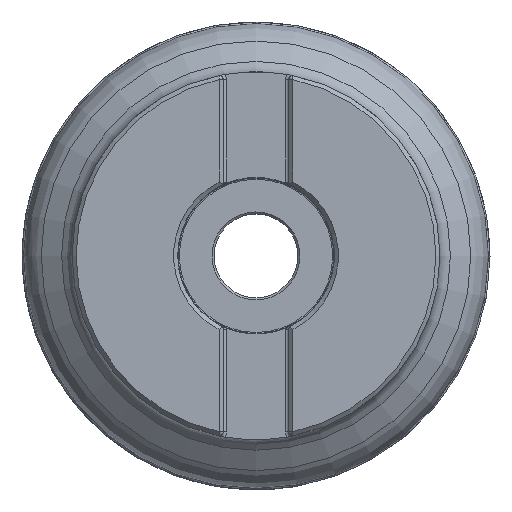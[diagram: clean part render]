
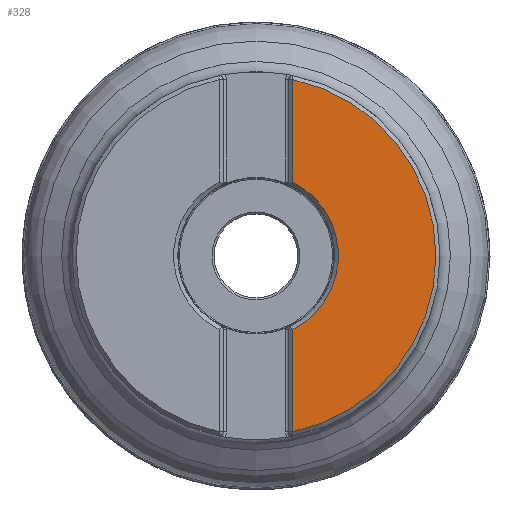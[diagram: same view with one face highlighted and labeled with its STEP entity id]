
A CAD part, top view. The second image highlights one B-rep face of the part: STEP entity #328.
In plain terms, the highlighted planar face has unit normal (0, 0, 1).
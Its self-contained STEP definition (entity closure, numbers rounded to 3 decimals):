
#216=FACE_OUTER_BOUND('',#665,.T.);
#282=PLANE('',#1722);
#328=ADVANCED_FACE('',(#216),#282,.T.);
#441=LINE('',#2419,#495);
#442=LINE('',#2424,#496);
#495=VECTOR('',#1974,1.);
#496=VECTOR('',#1977,1.);
#665=EDGE_LOOP('',(#805,#806,#807,#808));
#805=ORIENTED_EDGE('',*,*,#1249,.F.);
#806=ORIENTED_EDGE('',*,*,#1250,.T.);
#807=ORIENTED_EDGE('',*,*,#1251,.F.);
#808=ORIENTED_EDGE('',*,*,#1252,.T.);
#1129=VERTEX_POINT('',#2420);
#1130=VERTEX_POINT('',#2421);
#1131=VERTEX_POINT('',#2423);
#1132=VERTEX_POINT('',#2425);
#1249=EDGE_CURVE('',#1129,#1130,#441,.T.);
#1250=EDGE_CURVE('',#1129,#1131,#1419,.T.);
#1251=EDGE_CURVE('',#1132,#1131,#442,.T.);
#1252=EDGE_CURVE('',#1132,#1130,#1420,.T.);
#1419=CIRCLE('',#1720,44.);
#1420=CIRCLE('',#1721,20.149);
#1720=AXIS2_PLACEMENT_3D('',#2422,#1975,#1976);
#1721=AXIS2_PLACEMENT_3D('',#2426,#1978,#1979);
#1722=AXIS2_PLACEMENT_3D('',#2427,#1980,#1981);
#1974=DIRECTION('',(0.,1.,0.));
#1975=DIRECTION('',(0.,0.,1.));
#1976=DIRECTION('',(1.,0.,0.));
#1977=DIRECTION('',(0.,1.,0.));
#1978=DIRECTION('',(0.,0.,-1.));
#1979=DIRECTION('',(-1.,0.,0.));
#1980=DIRECTION('',(0.,0.,1.));
#1981=DIRECTION('',(1.,0.,0.));
#2419=CARTESIAN_POINT('',(9.028,-43.085,0.));
#2420=CARTESIAN_POINT('',(9.028,-43.064,0.));
#2421=CARTESIAN_POINT('',(9.028,-18.014,0.));
#2422=CARTESIAN_POINT('',(0.,0.,0.));
#2423=CARTESIAN_POINT('',(9.028,43.064,0.));
#2424=CARTESIAN_POINT('',(9.028,-43.085,0.));
#2425=CARTESIAN_POINT('',(9.028,18.014,0.));
#2426=CARTESIAN_POINT('',(0.,0.,0.));
#2427=CARTESIAN_POINT('',(0.,0.,0.));
